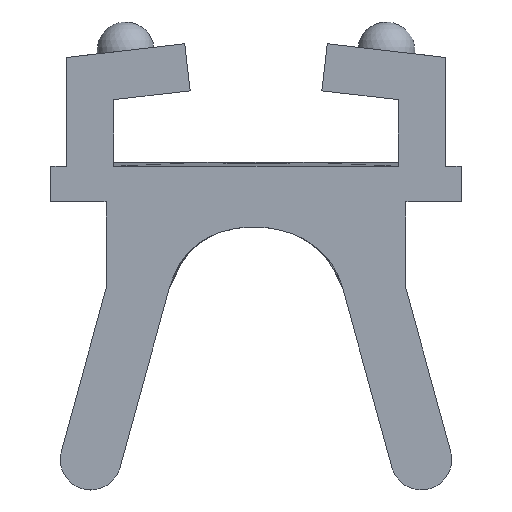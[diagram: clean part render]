
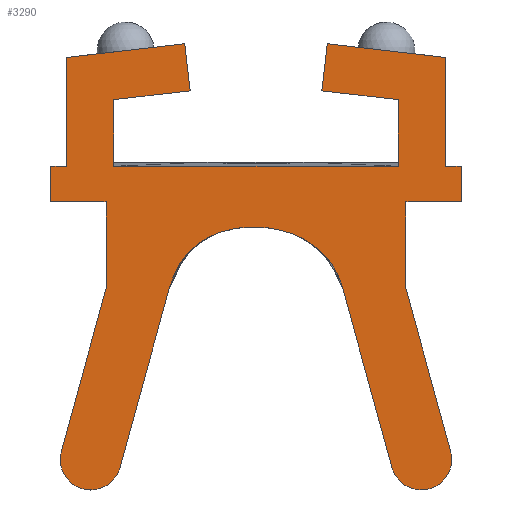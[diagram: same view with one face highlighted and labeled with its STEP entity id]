
A CAD part, left-side view. The second image highlights one B-rep face of the part: STEP entity #3290.
In plain terms, the highlighted face is planar.
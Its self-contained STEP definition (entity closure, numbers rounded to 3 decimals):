
#59=(
BOUNDED_CURVE()
B_SPLINE_CURVE(5,(#5070,#5071,#5072,#5073,#5074,#5075,#5076,#5077,#5078,
#5079),.UNSPECIFIED.,.F.,.F.)
B_SPLINE_CURVE_WITH_KNOTS((6,1,1,1,1,6),(0.,0.2,0.4,0.6,0.8,1.),
 .UNSPECIFIED.)
CURVE()
GEOMETRIC_REPRESENTATION_ITEM()
RATIONAL_B_SPLINE_CURVE((1.,1.,1.,1.,1.,1.,1.,1.,1.,1.))
REPRESENTATION_ITEM('')
);
#174=PLANE('',#3507);
#324=FACE_OUTER_BOUND('',#514,.T.);
#514=EDGE_LOOP('',(#2651,#2652,#2653,#2654,#2655,#2656,#2657,#2658,#2659,
#2660,#2661,#2662,#2663,#2664,#2665,#2666,#2667,#2668,#2669,#2670,#2671,
#2672,#2673,#2674,#2675,#2676,#2677,#2678,#2679,#2680));
#651=CIRCLE('',#3460,0.771);
#656=CIRCLE('',#3468,0.771);
#657=CIRCLE('',#3471,0.771);
#658=CIRCLE('',#3474,0.771);
#789=LINE('',#5305,#1149);
#792=LINE('',#5311,#1152);
#797=LINE('',#5326,#1157);
#822=LINE('',#5382,#1182);
#825=LINE('',#5390,#1185);
#828=LINE('',#5399,#1188);
#830=LINE('',#5423,#1190);
#832=LINE('',#5427,#1192);
#834=LINE('',#5431,#1194);
#836=LINE('',#5435,#1196);
#838=LINE('',#5439,#1198);
#840=LINE('',#5443,#1200);
#842=LINE('',#5447,#1202);
#844=LINE('',#5451,#1204);
#846=LINE('',#5454,#1206);
#847=LINE('',#5456,#1207);
#848=LINE('',#5458,#1208);
#849=LINE('',#5461,#1209);
#851=LINE('',#5465,#1211);
#853=LINE('',#5469,#1213);
#855=LINE('',#5473,#1215);
#857=LINE('',#5477,#1217);
#859=LINE('',#5481,#1219);
#861=LINE('',#5485,#1221);
#863=LINE('',#5488,#1223);
#1149=VECTOR('',#3849,10.);
#1152=VECTOR('',#3854,10.);
#1157=VECTOR('',#3867,10.);
#1182=VECTOR('',#3906,10.);
#1185=VECTOR('',#3915,10.);
#1188=VECTOR('',#3924,10.);
#1190=VECTOR('',#3952,10.);
#1192=VECTOR('',#3956,10.);
#1194=VECTOR('',#3960,10.);
#1196=VECTOR('',#3964,10.);
#1198=VECTOR('',#3968,10.);
#1200=VECTOR('',#3972,10.);
#1202=VECTOR('',#3976,10.);
#1204=VECTOR('',#3980,10.);
#1206=VECTOR('',#3984,10.);
#1207=VECTOR('',#3987,10.);
#1208=VECTOR('',#3990,10.);
#1209=VECTOR('',#3993,10.);
#1211=VECTOR('',#3997,10.);
#1213=VECTOR('',#4001,10.);
#1215=VECTOR('',#4005,10.);
#1217=VECTOR('',#4009,10.);
#1219=VECTOR('',#4013,10.);
#1221=VECTOR('',#4017,10.);
#1223=VECTOR('',#4021,10.);
#1526=VERTEX_POINT('',#5067);
#1527=VERTEX_POINT('',#5069);
#1534=VERTEX_POINT('',#5271);
#1536=VERTEX_POINT('',#5289);
#1538=VERTEX_POINT('',#5309);
#1539=VERTEX_POINT('',#5313);
#1540=VERTEX_POINT('',#5314);
#1544=VERTEX_POINT('',#5324);
#1567=VERTEX_POINT('',#5376);
#1568=VERTEX_POINT('',#5380);
#1569=VERTEX_POINT('',#5384);
#1570=VERTEX_POINT('',#5385);
#1571=VERTEX_POINT('',#5392);
#1572=VERTEX_POINT('',#5393);
#1573=VERTEX_POINT('',#5398);
#1582=VERTEX_POINT('',#5422);
#1583=VERTEX_POINT('',#5426);
#1584=VERTEX_POINT('',#5430);
#1585=VERTEX_POINT('',#5434);
#1586=VERTEX_POINT('',#5438);
#1587=VERTEX_POINT('',#5442);
#1588=VERTEX_POINT('',#5446);
#1589=VERTEX_POINT('',#5450);
#1590=VERTEX_POINT('',#5460);
#1591=VERTEX_POINT('',#5464);
#1592=VERTEX_POINT('',#5468);
#1593=VERTEX_POINT('',#5472);
#1594=VERTEX_POINT('',#5476);
#1595=VERTEX_POINT('',#5480);
#1596=VERTEX_POINT('',#5484);
#1884=EDGE_CURVE('',#1527,#1526,#59,.T.);
#1896=EDGE_CURVE('',#1534,#1536,#789,.T.);
#1899=EDGE_CURVE('',#1536,#1538,#792,.T.);
#1900=EDGE_CURVE('',#1539,#1540,#651,.T.);
#1906=EDGE_CURVE('',#1539,#1544,#797,.T.);
#1932=EDGE_CURVE('',#1567,#1544,#656,.T.);
#1935=EDGE_CURVE('',#1567,#1568,#822,.T.);
#1936=EDGE_CURVE('',#1569,#1570,#657,.T.);
#1939=EDGE_CURVE('',#1569,#1527,#825,.T.);
#1940=EDGE_CURVE('',#1571,#1572,#658,.T.);
#1943=EDGE_CURVE('',#1573,#1572,#828,.T.);
#1953=EDGE_CURVE('',#1582,#1534,#830,.T.);
#1955=EDGE_CURVE('',#1583,#1582,#832,.T.);
#1957=EDGE_CURVE('',#1584,#1583,#834,.T.);
#1959=EDGE_CURVE('',#1585,#1584,#836,.T.);
#1961=EDGE_CURVE('',#1586,#1585,#838,.T.);
#1963=EDGE_CURVE('',#1587,#1586,#840,.T.);
#1965=EDGE_CURVE('',#1588,#1587,#842,.T.);
#1967=EDGE_CURVE('',#1589,#1588,#844,.T.);
#1969=EDGE_CURVE('',#1568,#1589,#846,.T.);
#1970=EDGE_CURVE('',#1526,#1540,#847,.T.);
#1971=EDGE_CURVE('',#1571,#1570,#848,.T.);
#1972=EDGE_CURVE('',#1590,#1573,#849,.T.);
#1974=EDGE_CURVE('',#1591,#1590,#851,.T.);
#1976=EDGE_CURVE('',#1592,#1591,#853,.T.);
#1978=EDGE_CURVE('',#1593,#1592,#855,.T.);
#1980=EDGE_CURVE('',#1594,#1593,#857,.T.);
#1982=EDGE_CURVE('',#1595,#1594,#859,.T.);
#1984=EDGE_CURVE('',#1596,#1595,#861,.T.);
#1986=EDGE_CURVE('',#1538,#1596,#863,.T.);
#2651=ORIENTED_EDGE('',*,*,#1900,.F.);
#2652=ORIENTED_EDGE('',*,*,#1906,.T.);
#2653=ORIENTED_EDGE('',*,*,#1932,.F.);
#2654=ORIENTED_EDGE('',*,*,#1935,.T.);
#2655=ORIENTED_EDGE('',*,*,#1969,.T.);
#2656=ORIENTED_EDGE('',*,*,#1967,.T.);
#2657=ORIENTED_EDGE('',*,*,#1965,.T.);
#2658=ORIENTED_EDGE('',*,*,#1963,.T.);
#2659=ORIENTED_EDGE('',*,*,#1961,.T.);
#2660=ORIENTED_EDGE('',*,*,#1959,.T.);
#2661=ORIENTED_EDGE('',*,*,#1957,.T.);
#2662=ORIENTED_EDGE('',*,*,#1955,.T.);
#2663=ORIENTED_EDGE('',*,*,#1953,.T.);
#2664=ORIENTED_EDGE('',*,*,#1896,.T.);
#2665=ORIENTED_EDGE('',*,*,#1899,.T.);
#2666=ORIENTED_EDGE('',*,*,#1986,.T.);
#2667=ORIENTED_EDGE('',*,*,#1984,.T.);
#2668=ORIENTED_EDGE('',*,*,#1982,.T.);
#2669=ORIENTED_EDGE('',*,*,#1980,.T.);
#2670=ORIENTED_EDGE('',*,*,#1978,.T.);
#2671=ORIENTED_EDGE('',*,*,#1976,.T.);
#2672=ORIENTED_EDGE('',*,*,#1974,.T.);
#2673=ORIENTED_EDGE('',*,*,#1972,.T.);
#2674=ORIENTED_EDGE('',*,*,#1943,.T.);
#2675=ORIENTED_EDGE('',*,*,#1940,.F.);
#2676=ORIENTED_EDGE('',*,*,#1971,.T.);
#2677=ORIENTED_EDGE('',*,*,#1936,.F.);
#2678=ORIENTED_EDGE('',*,*,#1939,.T.);
#2679=ORIENTED_EDGE('',*,*,#1884,.T.);
#2680=ORIENTED_EDGE('',*,*,#1970,.T.);
#3290=ADVANCED_FACE('',(#324),#174,.T.);
#3460=AXIS2_PLACEMENT_3D('',#5315,#3857,#3858);
#3468=AXIS2_PLACEMENT_3D('',#5377,#3900,#3901);
#3471=AXIS2_PLACEMENT_3D('',#5386,#3909,#3910);
#3474=AXIS2_PLACEMENT_3D('',#5394,#3918,#3919);
#3507=AXIS2_PLACEMENT_3D('',#5489,#4022,#4023);
#3849=DIRECTION('',(0.,1.,0.));
#3854=DIRECTION('',(1.,0.,0.));
#3857=DIRECTION('center_axis',(0.,0.,-1.));
#3858=DIRECTION('ref_axis',(-0.795,0.606,0.));
#3867=DIRECTION('',(0.,-1.,0.));
#3900=DIRECTION('center_axis',(0.,0.,-1.));
#3901=DIRECTION('ref_axis',(-0.606,-0.795,0.));
#3906=DIRECTION('',(0.964,0.265,0.));
#3909=DIRECTION('center_axis',(0.,0.,-1.));
#3910=DIRECTION('ref_axis',(-0.795,-0.606,0.));
#3915=DIRECTION('',(0.964,-0.265,0.));
#3918=DIRECTION('center_axis',(0.,0.,-1.));
#3919=DIRECTION('ref_axis',(-0.606,0.795,0.));
#3924=DIRECTION('',(-0.964,0.265,0.));
#3952=DIRECTION('',(-1.,0.,0.));
#3956=DIRECTION('',(-0.116,-0.993,0.));
#3960=DIRECTION('',(-0.993,0.116,0.));
#3964=DIRECTION('',(0.116,0.993,0.));
#3968=DIRECTION('',(1.,0.,0.));
#3972=DIRECTION('',(0.,1.,0.));
#3976=DIRECTION('',(1.,0.,0.));
#3980=DIRECTION('',(0.,-1.,0.));
#3984=DIRECTION('',(1.,0.,0.));
#3987=DIRECTION('',(-0.964,-0.265,0.));
#3990=DIRECTION('',(0.,-1.,0.));
#3993=DIRECTION('',(-1.,0.,0.));
#3997=DIRECTION('',(0.,-1.,0.));
#4001=DIRECTION('',(-1.,0.,0.));
#4005=DIRECTION('',(0.,1.,0.));
#4009=DIRECTION('',(-1.,0.,0.));
#4013=DIRECTION('',(-0.116,0.993,0.));
#4017=DIRECTION('',(0.993,0.116,0.));
#4021=DIRECTION('',(0.116,-0.993,0.));
#4022=DIRECTION('center_axis',(0.,0.,1.));
#4023=DIRECTION('ref_axis',(1.,0.,0.));
#5067=CARTESIAN_POINT('',(-7.35,-2.2,5.8));
#5069=CARTESIAN_POINT('',(-7.35,2.2,5.8));
#5070=CARTESIAN_POINT('Ctrl Pts',(-7.35,2.2,5.8));
#5071=CARTESIAN_POINT('Ctrl Pts',(-7.074,2.124,5.8));
#5072=CARTESIAN_POINT('Ctrl Pts',(-6.588,1.92,5.8));
#5073=CARTESIAN_POINT('Ctrl Pts',(-6.059,1.459,5.8));
#5074=CARTESIAN_POINT('Ctrl Pts',(-5.711,0.593,5.8));
#5075=CARTESIAN_POINT('Ctrl Pts',(-5.752,-0.634,5.8));
#5076=CARTESIAN_POINT('Ctrl Pts',(-6.138,-1.491,5.8));
#5077=CARTESIAN_POINT('Ctrl Pts',(-6.649,-1.939,5.8));
#5078=CARTESIAN_POINT('Ctrl Pts',(-7.098,-2.131,5.8));
#5079=CARTESIAN_POINT('Ctrl Pts',(-7.35,-2.2,5.8));
#5271=CARTESIAN_POINT('',(-4.25,-3.6,5.8));
#5289=CARTESIAN_POINT('',(-4.25,3.6,5.8));
#5305=CARTESIAN_POINT('',(-4.25,0.,5.8));
#5309=CARTESIAN_POINT('',(-2.561,3.6,5.8));
#5311=CARTESIAN_POINT('',(-2.561,3.6,5.8));
#5313=CARTESIAN_POINT('',(-12.45,-4.188,5.8));
#5314=CARTESIAN_POINT('',(-11.883,-3.444,5.8));
#5315=CARTESIAN_POINT('Origin',(-11.679,-4.188,5.8));
#5324=CARTESIAN_POINT('',(-12.45,-4.189,5.8));
#5326=CARTESIAN_POINT('',(-12.45,-5.2,5.8));
#5376=CARTESIAN_POINT('',(-11.475,-4.932,5.8));
#5377=CARTESIAN_POINT('Origin',(-11.679,-4.189,5.8));
#5380=CARTESIAN_POINT('',(-7.35,-3.8,5.8));
#5382=CARTESIAN_POINT('',(-12.45,-5.2,5.8));
#5384=CARTESIAN_POINT('',(-11.883,3.444,5.8));
#5385=CARTESIAN_POINT('',(-12.45,4.188,5.8));
#5386=CARTESIAN_POINT('Origin',(-11.679,4.188,5.8));
#5390=CARTESIAN_POINT('',(-12.45,3.6,5.8));
#5392=CARTESIAN_POINT('',(-12.45,4.189,5.8));
#5393=CARTESIAN_POINT('',(-11.475,4.932,5.8));
#5394=CARTESIAN_POINT('Origin',(-11.679,4.189,5.8));
#5398=CARTESIAN_POINT('',(-7.35,3.8,5.8));
#5399=CARTESIAN_POINT('',(-12.45,5.2,5.8));
#5422=CARTESIAN_POINT('',(-2.561,-3.6,5.8));
#5423=CARTESIAN_POINT('',(-4.35,-3.6,5.8));
#5426=CARTESIAN_POINT('',(-2.336,-1.669,5.8));
#5427=CARTESIAN_POINT('',(-2.411,-2.313,5.8));
#5430=CARTESIAN_POINT('',(-1.144,-1.808,5.8));
#5431=CARTESIAN_POINT('',(-2.336,-1.669,5.8));
#5434=CARTESIAN_POINT('',(-1.493,-4.8,5.8));
#5435=CARTESIAN_POINT('',(-1.493,-4.8,5.8));
#5438=CARTESIAN_POINT('',(-4.25,-4.8,5.8));
#5439=CARTESIAN_POINT('',(-4.25,-4.8,5.8));
#5442=CARTESIAN_POINT('',(-4.25,-5.2,5.8));
#5443=CARTESIAN_POINT('',(-4.25,0.,5.8));
#5446=CARTESIAN_POINT('',(-5.15,-5.2,5.8));
#5447=CARTESIAN_POINT('',(-4.25,-5.2,5.8));
#5450=CARTESIAN_POINT('',(-5.15,-3.8,5.8));
#5451=CARTESIAN_POINT('',(-5.15,-5.2,5.8));
#5454=CARTESIAN_POINT('',(-5.15,-3.8,5.8));
#5456=CARTESIAN_POINT('',(-12.45,-3.6,5.8));
#5458=CARTESIAN_POINT('',(-12.45,5.2,5.8));
#5460=CARTESIAN_POINT('',(-5.15,3.8,5.8));
#5461=CARTESIAN_POINT('',(-5.15,3.8,5.8));
#5464=CARTESIAN_POINT('',(-5.15,5.2,5.8));
#5465=CARTESIAN_POINT('',(-5.15,5.2,5.8));
#5468=CARTESIAN_POINT('',(-4.25,5.2,5.8));
#5469=CARTESIAN_POINT('',(-4.25,5.2,5.8));
#5472=CARTESIAN_POINT('',(-4.25,4.8,5.8));
#5473=CARTESIAN_POINT('',(-4.25,0.,5.8));
#5476=CARTESIAN_POINT('',(-1.493,4.8,5.8));
#5477=CARTESIAN_POINT('',(-1.493,4.8,5.8));
#5480=CARTESIAN_POINT('',(-1.144,1.808,5.8));
#5481=CARTESIAN_POINT('',(-1.059,1.075,5.8));
#5484=CARTESIAN_POINT('',(-2.336,1.669,5.8));
#5485=CARTESIAN_POINT('',(-2.336,1.669,5.8));
#5488=CARTESIAN_POINT('',(-2.411,2.313,5.8));
#5489=CARTESIAN_POINT('Origin',(-2.697,3.234,5.8));
